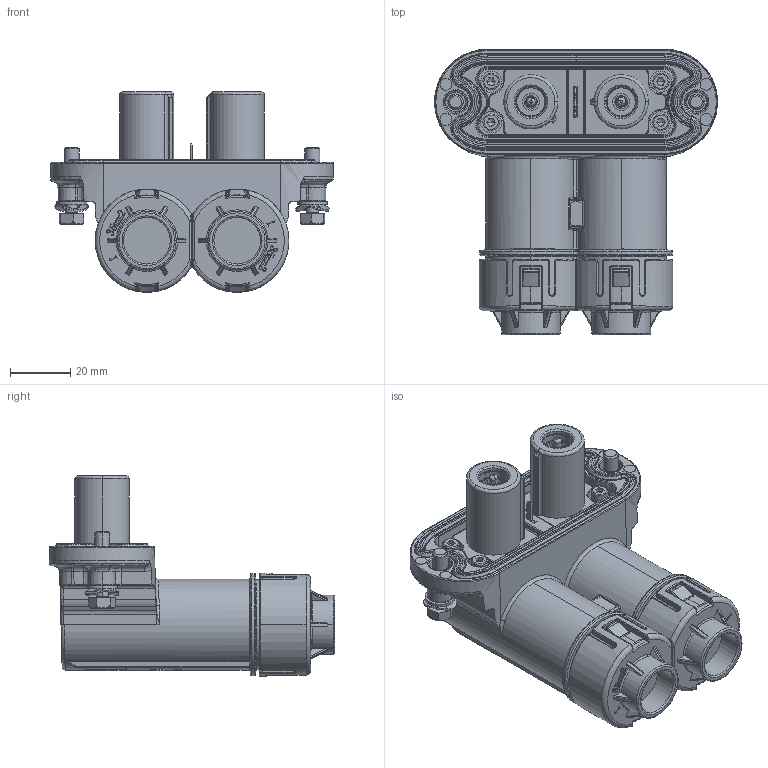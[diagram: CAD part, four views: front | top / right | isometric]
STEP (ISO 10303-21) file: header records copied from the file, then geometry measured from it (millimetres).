
FILE_DESCRIPTION (( 'STEP AP214' ), '1' );
FILE_NAME ('YG1033D最终数模（客户版）.STEP', '2023-08-07T05:58:20', ( '' ), ( '' ), 'SwSTEP 2.0', 'SolidWorks 2018', '' );
FILE_SCHEMA (( 'AUTOMOTIVE_DESIGN' ));
Length unit declared in the file: millimetre
Products named in the file (1): YG1033D最终数模（客户版）
Bounding box: 93.93 x 94.75 x 66.65 mm (x, y, z)
Volume: 165821.7 mm3; surface area: 62036.4 mm2
Topology: 8 solids, 16 shells, 3476 faces, 8941 edges, 5469 vertices
Faces by surface type: bspline 1010, plane 937, cylinder 896, cone 392, torus 233, sphere 8
Entity records: 148948 total; most frequent: CARTESIAN_POINT 72510, ORIENTED_EDGE 17812, DIRECTION 13588, EDGE_CURVE 8906, VERTEX_POINT 5469, AXIS2_PLACEMENT_3D 5141, EDGE_LOOP 3609, FACE_OUTER_BOUND 3476
